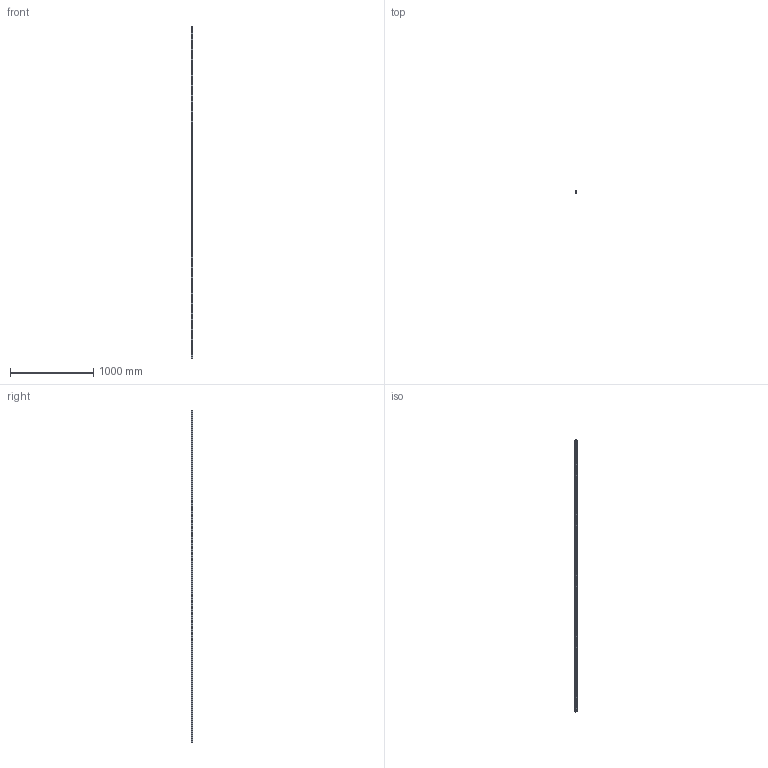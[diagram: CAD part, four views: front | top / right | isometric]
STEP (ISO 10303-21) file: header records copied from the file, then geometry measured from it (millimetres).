
FILE_DESCRIPTION (( 'STEP AP214' ), '1' );
FILE_NAME ('Ñáîðêà1.STEP', '2024-03-29T14:50:20', ( '' ), ( '' ), 'SwSTEP 2.0', 'SolidWorks 2022', '' );
FILE_SCHEMA (( 'AUTOMOTIVE_DESIGN' ));
Length unit declared in the file: millimetre
Products named in the file (2): Сборка1; Z35 Профильные рельсовые направляющие HGR25_00
Assembly tree (1 placements, depth 2):
  Сборка1
    Z35 Профильные рельсовые направляющие HGR25_00
Bounding box: 23 x 22 x 4000 mm (x, y, z)
Volume: 1649195 mm3; surface area: 406701.3 mm2
Topology: 1 solids, 1 shells, 708 faces, 2118 edges, 1412 vertices
Faces by surface type: plane 288, cylinder 286, cone 134
Entity records: 24898 total; most frequent: CARTESIAN_POINT 5850, ORIENTED_EDGE 4236, DIRECTION 3980, EDGE_CURVE 2118, AXIS2_PLACEMENT_3D 1686, VERTEX_POINT 1412, CIRCLE 974, EDGE_LOOP 842
